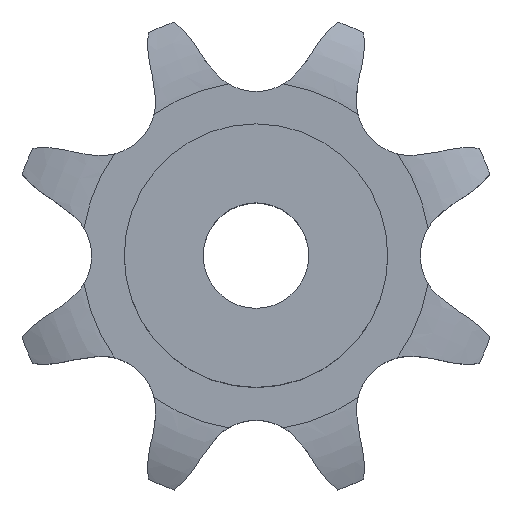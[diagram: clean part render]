
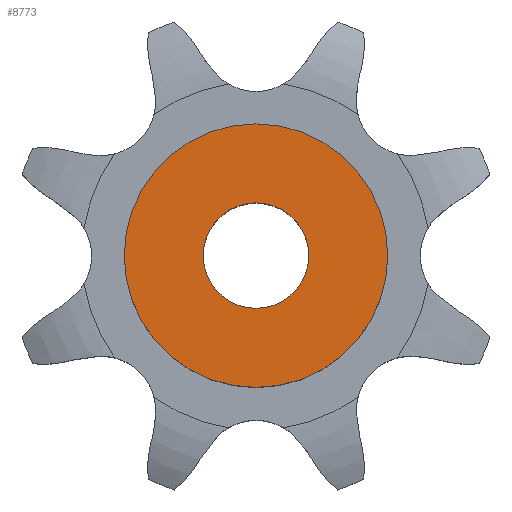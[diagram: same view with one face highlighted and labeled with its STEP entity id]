
A CAD part, top view. The second image highlights one B-rep face of the part: STEP entity #8773.
In plain terms, the highlighted planar face has unit normal (0, 0, 1).
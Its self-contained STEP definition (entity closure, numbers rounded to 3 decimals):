
#1695 = CYLINDRICAL_SURFACE('',#1696,12.5);
#1696 = AXIS2_PLACEMENT_3D('',#1697,#1698,#1699);
#1697 = CARTESIAN_POINT('',(0.,0.,0.));
#1698 = DIRECTION('',(-0.,-0.,-1.));
#1699 = DIRECTION('',(1.,0.,0.));
#5870 = VERTEX_POINT('',#5871);
#5871 = CARTESIAN_POINT('',(12.5,0.,25.));
#5892 = EDGE_CURVE('',#5870,#5870,#5893,.T.);
#5893 = SURFACE_CURVE('',#5894,(#5899,#5906),.PCURVE_S1.);
#5894 = CIRCLE('',#5895,12.5);
#5895 = AXIS2_PLACEMENT_3D('',#5896,#5897,#5898);
#5896 = CARTESIAN_POINT('',(0.,0.,25.));
#5897 = DIRECTION('',(0.,0.,1.));
#5898 = DIRECTION('',(1.,0.,0.));
#5899 = PCURVE('',#1695,#5900);
#5900 = DEFINITIONAL_REPRESENTATION('',(#5901),#5905);
#5901 = LINE('',#5902,#5903);
#5902 = CARTESIAN_POINT('',(-0.,-25.));
#5903 = VECTOR('',#5904,1.);
#5904 = DIRECTION('',(-1.,0.));
#5905 = ( GEOMETRIC_REPRESENTATION_CONTEXT(2) 
PARAMETRIC_REPRESENTATION_CONTEXT() REPRESENTATION_CONTEXT('2D SPACE',''
  ) );
#5906 = PCURVE('',#5907,#5912);
#5907 = PLANE('',#5908);
#5908 = AXIS2_PLACEMENT_3D('',#5909,#5910,#5911);
#5909 = CARTESIAN_POINT('',(0.,0.,25.)
  );
#5910 = DIRECTION('',(0.,0.,1.));
#5911 = DIRECTION('',(1.,0.,0.));
#5912 = DEFINITIONAL_REPRESENTATION('',(#5913),#5917);
#5913 = CIRCLE('',#5914,12.5);
#5914 = AXIS2_PLACEMENT_2D('',#5915,#5916);
#5915 = CARTESIAN_POINT('',(0.,0.));
#5916 = DIRECTION('',(1.,0.));
#5917 = ( GEOMETRIC_REPRESENTATION_CONTEXT(2) 
PARAMETRIC_REPRESENTATION_CONTEXT() REPRESENTATION_CONTEXT('2D SPACE',''
  ) );
#7579 = CYLINDRICAL_SURFACE('',#7580,5.);
#7580 = AXIS2_PLACEMENT_3D('',#7581,#7582,#7583);
#7581 = CARTESIAN_POINT('',(0.,0.,88.799));
#7582 = DIRECTION('',(0.,0.,1.));
#7583 = DIRECTION('',(1.,0.,0.));
#8773 = ADVANCED_FACE('',(#8774,#8777),#5907,.T.);
#8774 = FACE_BOUND('',#8775,.T.);
#8775 = EDGE_LOOP('',(#8776));
#8776 = ORIENTED_EDGE('',*,*,#5892,.T.);
#8777 = FACE_BOUND('',#8778,.T.);
#8778 = EDGE_LOOP('',(#8779));
#8779 = ORIENTED_EDGE('',*,*,#8780,.F.);
#8780 = EDGE_CURVE('',#8781,#8781,#8783,.T.);
#8781 = VERTEX_POINT('',#8782);
#8782 = CARTESIAN_POINT('',(5.,0.,25.));
#8783 = SURFACE_CURVE('',#8784,(#8789,#8796),.PCURVE_S1.);
#8784 = CIRCLE('',#8785,5.);
#8785 = AXIS2_PLACEMENT_3D('',#8786,#8787,#8788);
#8786 = CARTESIAN_POINT('',(0.,0.,25.));
#8787 = DIRECTION('',(0.,0.,1.));
#8788 = DIRECTION('',(1.,0.,0.));
#8789 = PCURVE('',#5907,#8790);
#8790 = DEFINITIONAL_REPRESENTATION('',(#8791),#8795);
#8791 = CIRCLE('',#8792,5.);
#8792 = AXIS2_PLACEMENT_2D('',#8793,#8794);
#8793 = CARTESIAN_POINT('',(0.,0.));
#8794 = DIRECTION('',(1.,0.));
#8795 = ( GEOMETRIC_REPRESENTATION_CONTEXT(2) 
PARAMETRIC_REPRESENTATION_CONTEXT() REPRESENTATION_CONTEXT('2D SPACE',''
  ) );
#8796 = PCURVE('',#7579,#8797);
#8797 = DEFINITIONAL_REPRESENTATION('',(#8798),#8802);
#8798 = LINE('',#8799,#8800);
#8799 = CARTESIAN_POINT('',(0.,-63.799));
#8800 = VECTOR('',#8801,1.);
#8801 = DIRECTION('',(1.,0.));
#8802 = ( GEOMETRIC_REPRESENTATION_CONTEXT(2) 
PARAMETRIC_REPRESENTATION_CONTEXT() REPRESENTATION_CONTEXT('2D SPACE',''
  ) );
